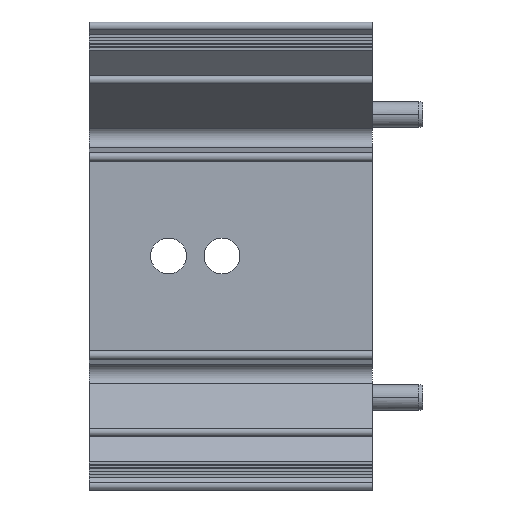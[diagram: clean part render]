
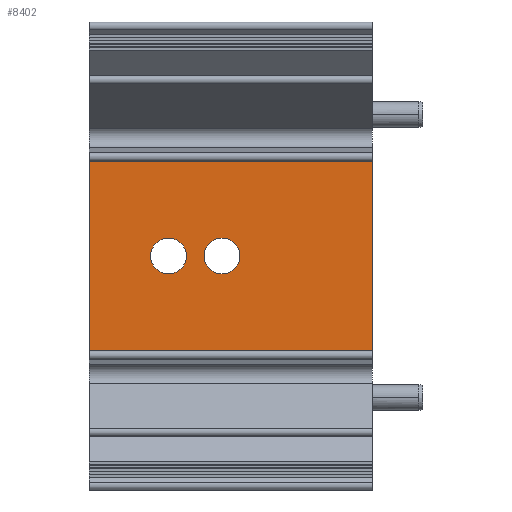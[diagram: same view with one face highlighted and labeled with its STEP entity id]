
A CAD part, left-side view. The second image highlights one B-rep face of the part: STEP entity #8402.
In plain terms, the highlighted planar face has unit normal (-1, 0, 0).
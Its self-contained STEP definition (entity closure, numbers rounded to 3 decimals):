
#218=FACE_BOUND('',#1190,.T.);
#219=FACE_BOUND('',#1191,.T.);
#224=PLANE('',#8937);
#411=CIRCLE('',#8931,1.601);
#416=CIRCLE('',#8938,1.601);
#698=FACE_OUTER_BOUND('',#1189,.T.);
#1189=EDGE_LOOP('',(#5363,#5364,#5365,#5366));
#1190=EDGE_LOOP('',(#5367));
#1191=EDGE_LOOP('',(#5368));
#1894=LINE('',#13227,#2533);
#1895=LINE('',#13229,#2534);
#1896=LINE('',#13231,#2535);
#1897=LINE('',#13232,#2536);
#2533=VECTOR('',#9838,10.);
#2534=VECTOR('',#9839,10.);
#2535=VECTOR('',#9840,10.);
#2536=VECTOR('',#9841,10.);
#3318=VERTEX_POINT('',#13213);
#3322=VERTEX_POINT('',#13225);
#3323=VERTEX_POINT('',#13226);
#3324=VERTEX_POINT('',#13228);
#3325=VERTEX_POINT('',#13230);
#3326=VERTEX_POINT('',#13233);
#4084=EDGE_CURVE('',#3318,#3318,#411,.T.);
#4090=EDGE_CURVE('',#3322,#3323,#1894,.T.);
#4091=EDGE_CURVE('',#3322,#3324,#1895,.T.);
#4092=EDGE_CURVE('',#3325,#3324,#1896,.T.);
#4093=EDGE_CURVE('',#3323,#3325,#1897,.T.);
#4094=EDGE_CURVE('',#3326,#3326,#416,.T.);
#5363=ORIENTED_EDGE('',*,*,#4090,.F.);
#5364=ORIENTED_EDGE('',*,*,#4091,.T.);
#5365=ORIENTED_EDGE('',*,*,#4092,.F.);
#5366=ORIENTED_EDGE('',*,*,#4093,.F.);
#5367=ORIENTED_EDGE('',*,*,#4094,.F.);
#5368=ORIENTED_EDGE('',*,*,#4084,.F.);
#8402=ADVANCED_FACE('',(#698,#218,#219),#224,.T.);
#8931=AXIS2_PLACEMENT_3D('',#13214,#9823,#9824);
#8937=AXIS2_PLACEMENT_3D('',#13224,#9836,#9837);
#8938=AXIS2_PLACEMENT_3D('',#13234,#9842,#9843);
#9823=DIRECTION('center_axis',(-1.,0.,0.));
#9824=DIRECTION('ref_axis',(0.,0.,-1.));
#9836=DIRECTION('center_axis',(-1.,0.,0.));
#9837=DIRECTION('ref_axis',(0.,0.,1.));
#9838=DIRECTION('',(0.,0.,-1.));
#9839=DIRECTION('',(0.,1.,0.));
#9840=DIRECTION('',(0.,0.,1.));
#9841=DIRECTION('',(0.,1.,0.));
#9842=DIRECTION('center_axis',(-1.,0.,0.));
#9843=DIRECTION('ref_axis',(0.,0.,-1.));
#13213=CARTESIAN_POINT('',(-0.9,13.5,1.601));
#13214=CARTESIAN_POINT('Origin',(-0.9,13.5,0.));
#13224=CARTESIAN_POINT('Origin',(-0.9,0.,-8.5));
#13225=CARTESIAN_POINT('',(-0.9,0.001,8.5));
#13226=CARTESIAN_POINT('',(-0.9,0.001,-8.5));
#13227=CARTESIAN_POINT('',(-0.9,0.001,-4.25));
#13228=CARTESIAN_POINT('',(-0.9,25.399,8.5));
#13229=CARTESIAN_POINT('',(-0.9,0.,8.5));
#13230=CARTESIAN_POINT('',(-0.9,25.399,-8.5));
#13231=CARTESIAN_POINT('',(-0.9,25.399,-4.25));
#13232=CARTESIAN_POINT('',(-0.9,0.,-8.5));
#13233=CARTESIAN_POINT('',(-0.9,18.3,1.601));
#13234=CARTESIAN_POINT('Origin',(-0.9,18.3,0.));
